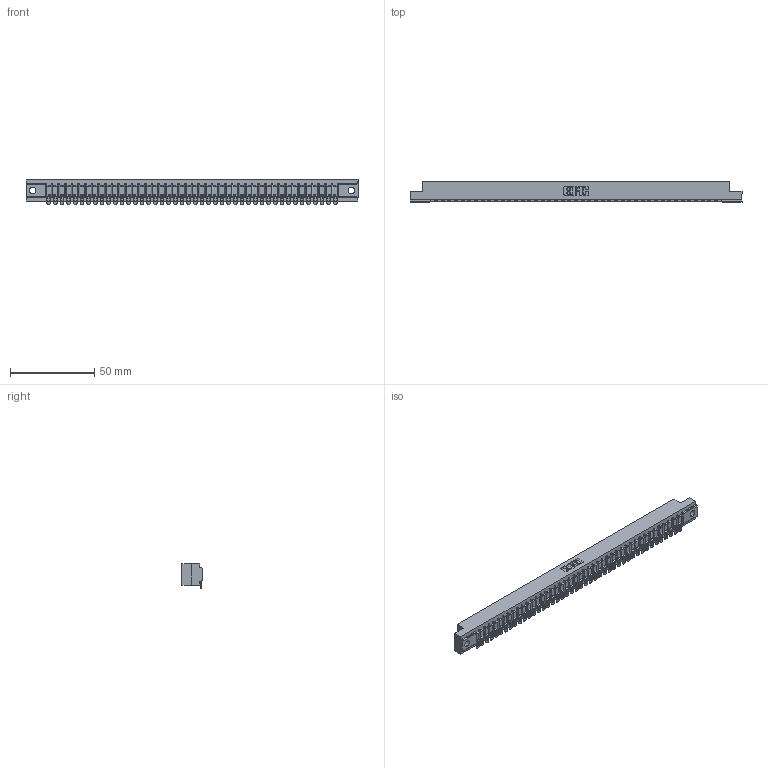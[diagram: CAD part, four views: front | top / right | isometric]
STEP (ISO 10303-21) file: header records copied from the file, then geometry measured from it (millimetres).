
FILE_DESCRIPTION (( 'STEP AP203' ), '1' );
FILE_NAME ('357-044-554-104.STEP', '2019-09-17T11:55:26', ( '' ), ( '' ), 'SwSTEP 2.0', 'SolidWorks 2016', '' );
FILE_SCHEMA (( 'CONFIG_CONTROL_DESIGN' ));
Length unit declared in the file: inch
Products named in the file (3): 307-290-002_554; 307 Part_.156 Dia Mounting Holes; 357-044-554-104
Assembly tree (45 placements, depth 2):
  357-044-554-104
    307 Part_.156 Dia Mounting Holes
    307-290-002_554  x44
Bounding box: 197.36 x 12.01 x 14.52 mm (x, y, z)
Volume: 21044.6 mm3; surface area: 26509.6 mm2
Topology: 45 solids, 45 shells, 3741 faces, 11491 edges, 7538 vertices
Faces by surface type: plane 2108, cylinder 1543, sphere 90
Entity records: 38857 total; most frequent: CARTESIAN_POINT 6560, ORIENTED_EDGE 6548, DIRECTION 6370, EDGE_CURVE 3274, VECTOR 2510, LINE 2510, VERTEX_POINT 2120, AXIS2_PLACEMENT_3D 1930
